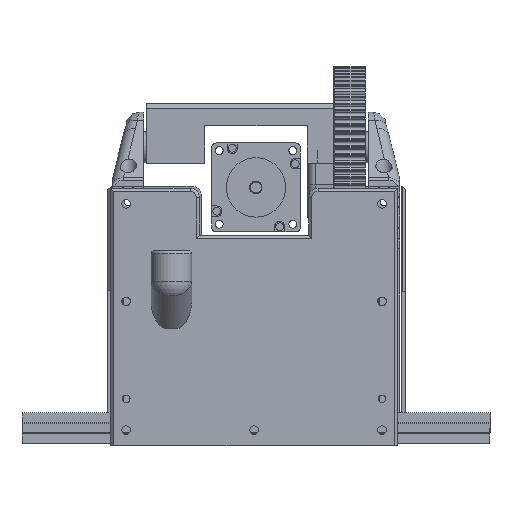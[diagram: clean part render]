
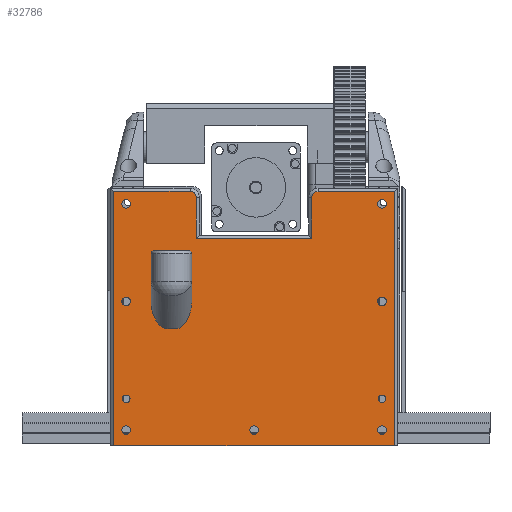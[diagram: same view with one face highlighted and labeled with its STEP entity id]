
A CAD part, left-side view. The second image highlights one B-rep face of the part: STEP entity #32786.
In plain terms, the highlighted planar face has unit normal (-1, 0, 0).
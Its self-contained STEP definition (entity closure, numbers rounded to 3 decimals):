
#93=ELLIPSE('',#35482,18.385,13.);
#94=ELLIPSE('',#35484,18.385,13.);
#366=FACE_BOUND('',#4429,.T.);
#367=FACE_BOUND('',#4430,.T.);
#368=FACE_BOUND('',#4431,.T.);
#369=FACE_BOUND('',#4432,.T.);
#370=FACE_BOUND('',#4433,.T.);
#371=FACE_BOUND('',#4434,.T.);
#372=FACE_BOUND('',#4435,.T.);
#373=FACE_BOUND('',#4436,.T.);
#374=FACE_BOUND('',#4437,.T.);
#375=FACE_BOUND('',#4438,.T.);
#2555=FACE_OUTER_BOUND('',#4428,.T.);
#4428=EDGE_LOOP('',(#29691,#29692,#29693,#29694,#29695,#29696,#29697,#29698,
#29699,#29700));
#4429=EDGE_LOOP('',(#29701,#29702,#29703,#29704,#29705,#29706,#29707,#29708));
#4430=EDGE_LOOP('',(#29709));
#4431=EDGE_LOOP('',(#29710));
#4432=EDGE_LOOP('',(#29711));
#4433=EDGE_LOOP('',(#29712));
#4434=EDGE_LOOP('',(#29713));
#4435=EDGE_LOOP('',(#29714));
#4436=EDGE_LOOP('',(#29715));
#4437=EDGE_LOOP('',(#29716));
#4438=EDGE_LOOP('',(#29717));
#5388=CIRCLE('',#35462,2.);
#5393=CIRCLE('',#35469,2.);
#5401=CIRCLE('',#35493,2.75);
#5403=CIRCLE('',#35496,2.75);
#5405=CIRCLE('',#35499,2.75);
#5408=CIRCLE('',#35506,4.);
#5411=CIRCLE('',#35515,4.);
#5413=CIRCLE('',#35524,2.5);
#5414=CIRCLE('',#35525,2.75);
#5415=CIRCLE('',#35526,2.75);
#5416=CIRCLE('',#35527,2.5);
#5417=CIRCLE('',#35528,2.75);
#5418=CIRCLE('',#35529,2.75);
#9024=LINE('',#54127,#12718);
#9032=LINE('',#54167,#12726);
#9033=LINE('',#54169,#12727);
#9036=LINE('',#54174,#12730);
#9043=LINE('',#54201,#12737);
#9049=LINE('',#54213,#12743);
#9052=LINE('',#54224,#12746);
#9062=LINE('',#54246,#12756);
#9064=LINE('',#54254,#12758);
#9071=LINE('',#54270,#12765);
#9074=LINE('',#54276,#12768);
#9079=LINE('',#54285,#12773);
#12718=VECTOR('',#44175,10.);
#12726=VECTOR('',#44219,10.);
#12727=VECTOR('',#44222,10.);
#12730=VECTOR('',#44229,10.);
#12737=VECTOR('',#44256,10.);
#12743=VECTOR('',#44266,10.);
#12746=VECTOR('',#44277,10.);
#12756=VECTOR('',#44297,10.);
#12758=VECTOR('',#44307,10.);
#12765=VECTOR('',#44324,10.);
#12768=VECTOR('',#44329,10.);
#12773=VECTOR('',#44336,10.);
#15803=VERTEX_POINT('',#54106);
#15804=VERTEX_POINT('',#54107);
#15809=VERTEX_POINT('',#54121);
#15810=VERTEX_POINT('',#54122);
#15819=VERTEX_POINT('',#54152);
#15820=VERTEX_POINT('',#54153);
#15823=VERTEX_POINT('',#54159);
#15824=VERTEX_POINT('',#54161);
#15825=VERTEX_POINT('',#54176);
#15827=VERTEX_POINT('',#54182);
#15829=VERTEX_POINT('',#54188);
#15831=VERTEX_POINT('',#54194);
#15834=VERTEX_POINT('',#54199);
#15838=VERTEX_POINT('',#54211);
#15840=VERTEX_POINT('',#54217);
#15842=VERTEX_POINT('',#54222);
#15846=VERTEX_POINT('',#54239);
#15849=VERTEX_POINT('',#54244);
#15851=VERTEX_POINT('',#54250);
#15855=VERTEX_POINT('',#54269);
#15857=VERTEX_POINT('',#54275);
#15861=VERTEX_POINT('',#54286);
#15862=VERTEX_POINT('',#54288);
#15863=VERTEX_POINT('',#54290);
#15864=VERTEX_POINT('',#54292);
#15865=VERTEX_POINT('',#54294);
#15866=VERTEX_POINT('',#54296);
#20407=EDGE_CURVE('',#15803,#15804,#5388,.T.);
#20414=EDGE_CURVE('',#15809,#15810,#5393,.T.);
#20417=EDGE_CURVE('',#15810,#15803,#9024,.T.);
#20429=EDGE_CURVE('',#15819,#15820,#93,.T.);
#20433=EDGE_CURVE('',#15824,#15823,#94,.T.);
#20436=EDGE_CURVE('',#15820,#15824,#9032,.T.);
#20437=EDGE_CURVE('',#15823,#15809,#9033,.T.);
#20440=EDGE_CURVE('',#15804,#15819,#9036,.T.);
#20441=EDGE_CURVE('',#15825,#15825,#5401,.T.);
#20444=EDGE_CURVE('',#15827,#15827,#5403,.T.);
#20447=EDGE_CURVE('',#15829,#15829,#5405,.T.);
#20453=EDGE_CURVE('',#15834,#15831,#9043,.T.);
#20459=EDGE_CURVE('',#15838,#15834,#9049,.T.);
#20462=EDGE_CURVE('',#15840,#15838,#5408,.T.);
#20464=EDGE_CURVE('',#15842,#15840,#9052,.T.);
#20475=EDGE_CURVE('',#15849,#15846,#9062,.T.);
#20478=EDGE_CURVE('',#15851,#15849,#5411,.T.);
#20479=EDGE_CURVE('',#15831,#15851,#9064,.T.);
#20487=EDGE_CURVE('',#15846,#15855,#9071,.T.);
#20490=EDGE_CURVE('',#15855,#15857,#9074,.T.);
#20495=EDGE_CURVE('',#15857,#15842,#9079,.T.);
#20496=EDGE_CURVE('',#15861,#15861,#5413,.T.);
#20497=EDGE_CURVE('',#15862,#15862,#5414,.T.);
#20498=EDGE_CURVE('',#15863,#15863,#5415,.T.);
#20499=EDGE_CURVE('',#15864,#15864,#5416,.T.);
#20500=EDGE_CURVE('',#15865,#15865,#5417,.T.);
#20501=EDGE_CURVE('',#15866,#15866,#5418,.T.);
#29691=ORIENTED_EDGE('',*,*,#20459,.F.);
#29692=ORIENTED_EDGE('',*,*,#20462,.F.);
#29693=ORIENTED_EDGE('',*,*,#20464,.F.);
#29694=ORIENTED_EDGE('',*,*,#20495,.F.);
#29695=ORIENTED_EDGE('',*,*,#20490,.F.);
#29696=ORIENTED_EDGE('',*,*,#20487,.F.);
#29697=ORIENTED_EDGE('',*,*,#20475,.F.);
#29698=ORIENTED_EDGE('',*,*,#20478,.F.);
#29699=ORIENTED_EDGE('',*,*,#20479,.F.);
#29700=ORIENTED_EDGE('',*,*,#20453,.F.);
#29701=ORIENTED_EDGE('',*,*,#20433,.T.);
#29702=ORIENTED_EDGE('',*,*,#20437,.T.);
#29703=ORIENTED_EDGE('',*,*,#20414,.T.);
#29704=ORIENTED_EDGE('',*,*,#20417,.T.);
#29705=ORIENTED_EDGE('',*,*,#20407,.T.);
#29706=ORIENTED_EDGE('',*,*,#20440,.T.);
#29707=ORIENTED_EDGE('',*,*,#20429,.T.);
#29708=ORIENTED_EDGE('',*,*,#20436,.T.);
#29709=ORIENTED_EDGE('',*,*,#20441,.T.);
#29710=ORIENTED_EDGE('',*,*,#20444,.T.);
#29711=ORIENTED_EDGE('',*,*,#20447,.T.);
#29712=ORIENTED_EDGE('',*,*,#20496,.T.);
#29713=ORIENTED_EDGE('',*,*,#20497,.T.);
#29714=ORIENTED_EDGE('',*,*,#20498,.T.);
#29715=ORIENTED_EDGE('',*,*,#20499,.T.);
#29716=ORIENTED_EDGE('',*,*,#20500,.T.);
#29717=ORIENTED_EDGE('',*,*,#20501,.T.);
#31135=PLANE('',#35523);
#32786=ADVANCED_FACE('',(#2555,#366,#367,#368,#369,#370,#371,#372,#373,
#374,#375),#31135,.T.);
#35462=AXIS2_PLACEMENT_3D('',#54108,#44153,#44154);
#35469=AXIS2_PLACEMENT_3D('',#54123,#44169,#44170);
#35482=AXIS2_PLACEMENT_3D('',#54154,#44203,#44204);
#35484=AXIS2_PLACEMENT_3D('',#54162,#44209,#44210);
#35493=AXIS2_PLACEMENT_3D('',#54177,#44232,#44233);
#35496=AXIS2_PLACEMENT_3D('',#54183,#44239,#44240);
#35499=AXIS2_PLACEMENT_3D('',#54189,#44246,#44247);
#35506=AXIS2_PLACEMENT_3D('',#54219,#44272,#44273);
#35515=AXIS2_PLACEMENT_3D('',#54252,#44303,#44304);
#35523=AXIS2_PLACEMENT_3D('',#54284,#44334,#44335);
#35524=AXIS2_PLACEMENT_3D('',#54287,#44337,#44338);
#35525=AXIS2_PLACEMENT_3D('',#54289,#44339,#44340);
#35526=AXIS2_PLACEMENT_3D('',#54291,#44341,#44342);
#35527=AXIS2_PLACEMENT_3D('',#54293,#44343,#44344);
#35528=AXIS2_PLACEMENT_3D('',#54295,#44345,#44346);
#35529=AXIS2_PLACEMENT_3D('',#54297,#44347,#44348);
#44153=DIRECTION('center_axis',(1.,0.,0.));
#44154=DIRECTION('ref_axis',(0.,-0.707,0.707));
#44169=DIRECTION('center_axis',(1.,0.,0.));
#44170=DIRECTION('ref_axis',(0.,0.707,0.707));
#44175=DIRECTION('',(0.,-1.,0.));
#44203=DIRECTION('center_axis',(1.,0.,0.));
#44204=DIRECTION('ref_axis',(0.,0.,-1.));
#44209=DIRECTION('center_axis',(1.,0.,0.));
#44210=DIRECTION('ref_axis',(0.,0.,-1.));
#44219=DIRECTION('',(0.,1.,0.));
#44222=DIRECTION('',(0.,0.,1.));
#44229=DIRECTION('',(0.,0.,-1.));
#44232=DIRECTION('center_axis',(1.,0.,0.));
#44233=DIRECTION('ref_axis',(0.,-1.,0.));
#44239=DIRECTION('center_axis',(1.,0.,0.));
#44240=DIRECTION('ref_axis',(0.,-1.,0.));
#44246=DIRECTION('center_axis',(1.,0.,0.));
#44247=DIRECTION('ref_axis',(0.,-1.,0.));
#44256=DIRECTION('',(0.,-1.,0.));
#44266=DIRECTION('',(0.,0.,-1.));
#44272=DIRECTION('center_axis',(1.,0.,0.));
#44273=DIRECTION('ref_axis',(0.,-0.707,0.707));
#44277=DIRECTION('',(0.,-1.,0.));
#44297=DIRECTION('',(0.,-1.,0.));
#44303=DIRECTION('center_axis',(1.,0.,0.));
#44304=DIRECTION('ref_axis',(0.,0.707,0.707));
#44307=DIRECTION('',(0.,0.,1.));
#44324=DIRECTION('',(0.,0.,-1.));
#44329=DIRECTION('',(0.,1.,0.));
#44334=DIRECTION('center_axis',(-1.,0.,0.));
#44335=DIRECTION('ref_axis',(0.,0.,1.));
#44336=DIRECTION('',(0.,0.,1.));
#44337=DIRECTION('center_axis',(1.,0.,0.));
#44338=DIRECTION('ref_axis',(0.,-1.,0.));
#44339=DIRECTION('center_axis',(1.,0.,0.));
#44340=DIRECTION('ref_axis',(0.,-1.,0.));
#44341=DIRECTION('center_axis',(1.,0.,0.));
#44342=DIRECTION('ref_axis',(0.,-1.,0.));
#44343=DIRECTION('center_axis',(1.,0.,0.));
#44344=DIRECTION('ref_axis',(0.,-1.,0.));
#44345=DIRECTION('center_axis',(1.,0.,0.));
#44346=DIRECTION('ref_axis',(0.,-1.,0.));
#44347=DIRECTION('center_axis',(1.,0.,0.));
#44348=DIRECTION('ref_axis',(0.,-1.,0.));
#54106=CARTESIAN_POINT('',(-63.,112.,-65.));
#54107=CARTESIAN_POINT('',(-63.,110.,-67.));
#54108=CARTESIAN_POINT('Origin',(-63.,112.,-67.));
#54121=CARTESIAN_POINT('',(-63.,136.,-67.));
#54122=CARTESIAN_POINT('',(-63.,134.,-65.));
#54123=CARTESIAN_POINT('Origin',(-63.,134.,-67.));
#54127=CARTESIAN_POINT('',(-63.,90.,-65.));
#54152=CARTESIAN_POINT('',(-63.,110.,-97.615));
#54153=CARTESIAN_POINT('',(-63.,118.771,-115.));
#54154=CARTESIAN_POINT('Origin',(-63.,123.,-97.615));
#54159=CARTESIAN_POINT('',(-63.,136.,-97.615));
#54161=CARTESIAN_POINT('',(-63.,127.229,-115.));
#54162=CARTESIAN_POINT('Origin',(-63.,123.,-97.615));
#54167=CARTESIAN_POINT('',(-63.,103.,-115.));
#54169=CARTESIAN_POINT('',(-63.,136.,-81.25));
#54174=CARTESIAN_POINT('',(-63.,110.,-106.25));
#54176=CARTESIAN_POINT('',(-63.,154.75,-180.));
#54177=CARTESIAN_POINT('Origin',(-63.,152.,-180.));
#54182=CARTESIAN_POINT('',(-63.,72.75,-180.));
#54183=CARTESIAN_POINT('Origin',(-63.,70.,-180.));
#54188=CARTESIAN_POINT('',(-63.,-9.25,-180.));
#54189=CARTESIAN_POINT('Origin',(-63.,-12.,-180.));
#54194=CARTESIAN_POINT('',(-63.,33.,-57.));
#54199=CARTESIAN_POINT('',(-63.,107.,-57.));
#54201=CARTESIAN_POINT('',(-63.,52.5,-57.));
#54211=CARTESIAN_POINT('',(-63.,107.,-31.));
#54213=CARTESIAN_POINT('',(-63.,107.,-76.25));
#54217=CARTESIAN_POINT('',(-63.,111.,-27.));
#54219=CARTESIAN_POINT('Origin',(-63.,111.,-31.));
#54222=CARTESIAN_POINT('',(-63.,160.,-27.));
#54224=CARTESIAN_POINT('',(-63.,87.5,-27.));
#54239=CARTESIAN_POINT('',(-63.,-20.,-27.));
#54244=CARTESIAN_POINT('',(-63.,29.,-27.));
#54246=CARTESIAN_POINT('',(-63.,24.,-27.));
#54250=CARTESIAN_POINT('',(-63.,33.,-31.));
#54252=CARTESIAN_POINT('Origin',(-63.,29.,-31.));
#54254=CARTESIAN_POINT('',(-63.,33.,-61.25));
#54269=CARTESIAN_POINT('',(-63.,-20.,-190.));
#54270=CARTESIAN_POINT('',(-63.,-20.,-133.75));
#54275=CARTESIAN_POINT('',(-63.,160.,-190.));
#54276=CARTESIAN_POINT('',(-63.,-22.,-190.));
#54284=CARTESIAN_POINT('Origin',(-63.,70.,-97.5));
#54285=CARTESIAN_POINT('',(-63.,160.,-61.25));
#54286=CARTESIAN_POINT('',(-63.,-9.5,-160.));
#54287=CARTESIAN_POINT('Origin',(-63.,-12.,-160.));
#54288=CARTESIAN_POINT('',(-63.,154.75,-35.));
#54289=CARTESIAN_POINT('Origin',(-63.,152.,-35.));
#54290=CARTESIAN_POINT('',(-63.,-9.25,-97.5));
#54291=CARTESIAN_POINT('Origin',(-63.,-12.,-97.5));
#54292=CARTESIAN_POINT('',(-63.,154.5,-160.));
#54293=CARTESIAN_POINT('Origin',(-63.,152.,-160.));
#54294=CARTESIAN_POINT('',(-63.,154.75,-97.5));
#54295=CARTESIAN_POINT('Origin',(-63.,152.,-97.5));
#54296=CARTESIAN_POINT('',(-63.,-9.25,-35.));
#54297=CARTESIAN_POINT('Origin',(-63.,-12.,-35.));
